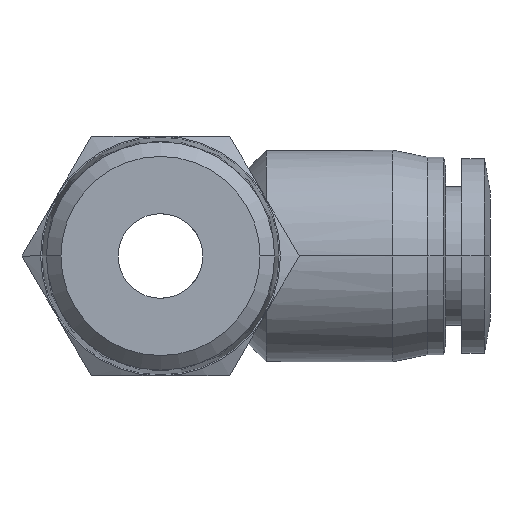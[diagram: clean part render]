
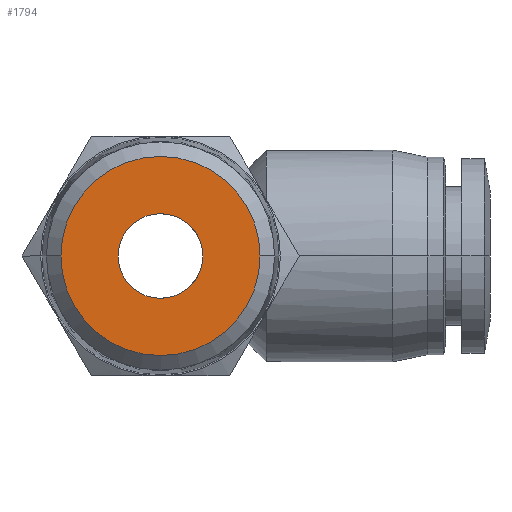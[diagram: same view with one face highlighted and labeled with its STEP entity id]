
A CAD part, front view. The second image highlights one B-rep face of the part: STEP entity #1794.
In plain terms, the highlighted planar face has unit normal (0, -1, 0).
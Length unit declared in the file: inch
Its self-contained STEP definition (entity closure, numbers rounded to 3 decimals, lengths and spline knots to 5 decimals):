
#138 = AXIS2_PLACEMENT_3D ( 'NONE', #2309, #4554, #1479 ) ;
#215 = VERTEX_POINT ( 'NONE', #1345 ) ;
#486 = AXIS2_PLACEMENT_3D ( 'NONE', #1795, #1035, #4163 ) ;
#565 = DIRECTION ( 'NONE',  ( 0., 1., 0. ) ) ;
#579 = CIRCLE ( 'NONE', #4460, 0.2778 ) ;
#617 = VERTEX_POINT ( 'NONE', #2354 ) ;
#696 = EDGE_LOOP ( 'NONE', ( #3931, #1036 ) ) ;
#957 = CARTESIAN_POINT ( 'NONE',  ( 0., -0.66929, 0. ) ) ;
#1035 = DIRECTION ( 'NONE',  ( 0., 1., 0. ) ) ;
#1036 = ORIENTED_EDGE ( 'NONE', *, *, #3779, .T. ) ;
#1127 = CIRCLE ( 'NONE', #1961, 0.11811 ) ;
#1185 = EDGE_CURVE ( 'NONE', #3394, #4776, #2356, .T. ) ;
#1339 = DIRECTION ( 'NONE',  ( -1., 0., 0. ) ) ;
#1345 = CARTESIAN_POINT ( 'NONE',  ( 0.11811, -0.66929, 0. ) ) ;
#1479 = DIRECTION ( 'NONE',  ( -1., 0., 0. ) ) ;
#1732 = ORIENTED_EDGE ( 'NONE', *, *, #4707, .F. ) ;
#1794 = ADVANCED_FACE ( 'NONE', ( #4742, #3401 ), #2714, .T. ) ;
#1795 = CARTESIAN_POINT ( 'NONE',  ( 0., -0.66929, 0. ) ) ;
#1961 = AXIS2_PLACEMENT_3D ( 'NONE', #957, #3568, #1339 ) ;
#1983 = EDGE_LOOP ( 'NONE', ( #1732, #4431 ) ) ;
#2009 = CARTESIAN_POINT ( 'NONE',  ( -0.1389, -0.66929, 0. ) ) ;
#2309 = CARTESIAN_POINT ( 'NONE',  ( 0., -0.66929, 0. ) ) ;
#2354 = CARTESIAN_POINT ( 'NONE',  ( -0.11811, -0.66929, 0. ) ) ;
#2356 = CIRCLE ( 'NONE', #486, 0.2778 ) ;
#2366 = DIRECTION ( 'NONE',  ( 1., 0., 0. ) ) ;
#2714 = PLANE ( 'NONE',  #4408 ) ;
#2785 = CARTESIAN_POINT ( 'NONE',  ( 0., -0.66929, 0. ) ) ;
#2849 = CARTESIAN_POINT ( 'NONE',  ( -0.2778, -0.66929, 0. ) ) ;
#2860 = CIRCLE ( 'NONE', #138, 0.11811 ) ;
#3153 = DIRECTION ( 'NONE',  ( -1., 0., 0. ) ) ;
#3170 = CARTESIAN_POINT ( 'NONE',  ( 0.2778, -0.66929, 0. ) ) ;
#3394 = VERTEX_POINT ( 'NONE', #3170 ) ;
#3401 = FACE_OUTER_BOUND ( 'NONE', #1983, .T. ) ;
#3568 = DIRECTION ( 'NONE',  ( 0., 1., 0. ) ) ;
#3779 = EDGE_CURVE ( 'NONE', #215, #617, #2860, .T. ) ;
#3931 = ORIENTED_EDGE ( 'NONE', *, *, #4184, .T. ) ;
#4163 = DIRECTION ( 'NONE',  ( -1., 0., 0. ) ) ;
#4184 = EDGE_CURVE ( 'NONE', #617, #215, #1127, .T. ) ;
#4408 = AXIS2_PLACEMENT_3D ( 'NONE', #2009, #4653, #2366 ) ;
#4431 = ORIENTED_EDGE ( 'NONE', *, *, #1185, .F. ) ;
#4460 = AXIS2_PLACEMENT_3D ( 'NONE', #2785, #565, #3153 ) ;
#4554 = DIRECTION ( 'NONE',  ( 0., 1., 0. ) ) ;
#4653 = DIRECTION ( 'NONE',  ( 0., -1., 0. ) ) ;
#4707 = EDGE_CURVE ( 'NONE', #4776, #3394, #579, .T. ) ;
#4742 = FACE_BOUND ( 'NONE', #696, .T. ) ;
#4776 = VERTEX_POINT ( 'NONE', #2849 ) ;
